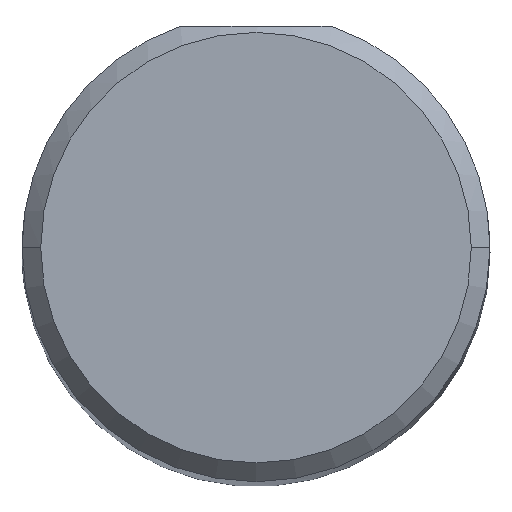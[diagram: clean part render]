
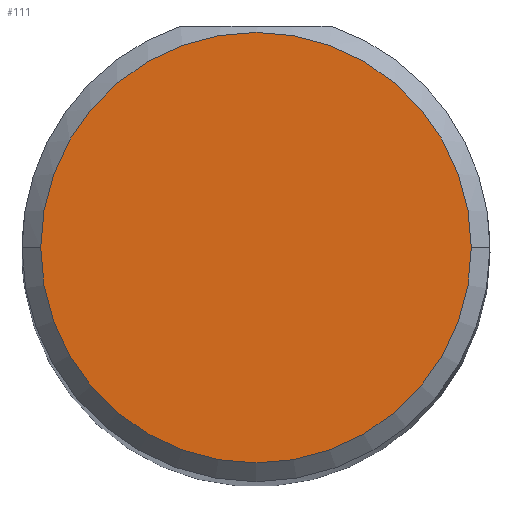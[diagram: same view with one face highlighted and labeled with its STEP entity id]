
A CAD part, top view. The second image highlights one B-rep face of the part: STEP entity #111.
In plain terms, the highlighted planar face has unit normal (0, 0, 1).
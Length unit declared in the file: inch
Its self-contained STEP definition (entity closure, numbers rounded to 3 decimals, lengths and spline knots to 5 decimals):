
#2 = VERTEX_POINT ( 'NONE', #740 ) ;
#17 = ORIENTED_EDGE ( 'NONE', *, *, #125, .T. ) ;
#50 = EDGE_LOOP ( 'NONE', ( #763, #17 ) ) ;
#63 = DIRECTION ( 'NONE',  ( 0., 0., 1. ) ) ;
#111 = ADVANCED_FACE ( 'NONE', ( #204 ), #481, .T. ) ;
#125 = EDGE_CURVE ( 'NONE', #2, #497, #150, .T. ) ;
#150 = CIRCLE ( 'NONE', #239, 0.1725 ) ;
#204 = FACE_OUTER_BOUND ( 'NONE', #50, .T. ) ;
#222 = AXIS2_PLACEMENT_3D ( 'NONE', #720, #653, #784 ) ;
#230 = EDGE_CURVE ( 'NONE', #497, #2, #883, .T. ) ;
#239 = AXIS2_PLACEMENT_3D ( 'NONE', #566, #63, #339 ) ;
#339 = DIRECTION ( 'NONE',  ( 1., 0., 0. ) ) ;
#481 = PLANE ( 'NONE',  #585 ) ;
#484 = CARTESIAN_POINT ( 'NONE',  ( -0.1725, 0., 2.5 ) ) ;
#497 = VERTEX_POINT ( 'NONE', #484 ) ;
#566 = CARTESIAN_POINT ( 'NONE',  ( 0., 0., 2.5 ) ) ;
#585 = AXIS2_PLACEMENT_3D ( 'NONE', #777, #766, #635 ) ;
#635 = DIRECTION ( 'NONE',  ( 1., 0., 0. ) ) ;
#653 = DIRECTION ( 'NONE',  ( 0., 0., 1. ) ) ;
#720 = CARTESIAN_POINT ( 'NONE',  ( 0., 0., 2.5 ) ) ;
#740 = CARTESIAN_POINT ( 'NONE',  ( 0.1725, 0., 2.5 ) ) ;
#763 = ORIENTED_EDGE ( 'NONE', *, *, #230, .T. ) ;
#766 = DIRECTION ( 'NONE',  ( 0., 0., 1. ) ) ;
#777 = CARTESIAN_POINT ( 'NONE',  ( 0., 0., 2.5 ) ) ;
#784 = DIRECTION ( 'NONE',  ( 1., 0., 0. ) ) ;
#883 = CIRCLE ( 'NONE', #222, 0.1725 ) ;
